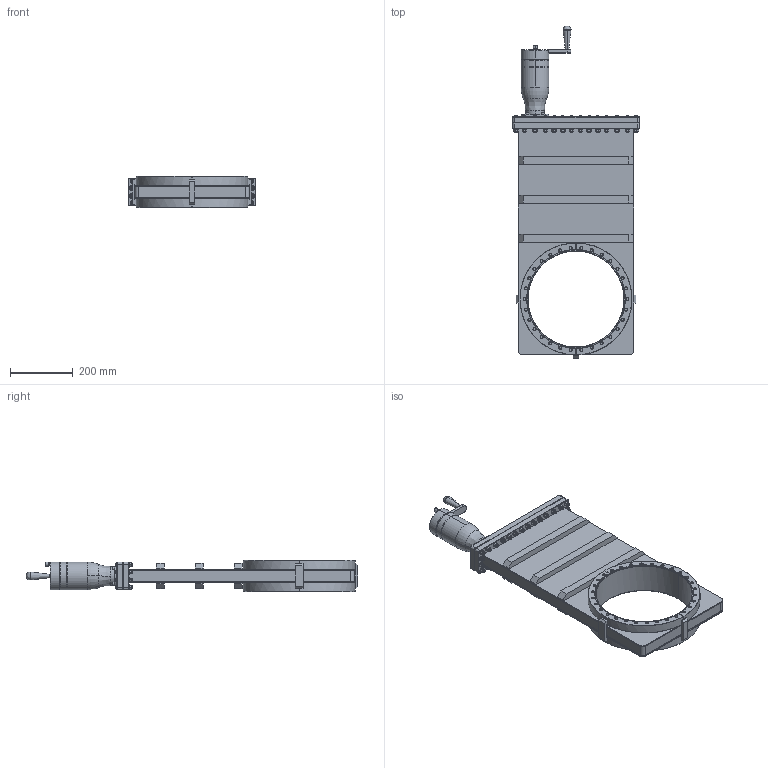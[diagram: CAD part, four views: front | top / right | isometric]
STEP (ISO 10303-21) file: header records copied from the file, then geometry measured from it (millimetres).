
FILE_DESCRIPTION (( 'STEP AP203' ), '1' );
FILE_NAME ('GVM-S13600 .STEP', '2022-12-08T15:47:07', ( '' ), ( '' ), 'SwSTEP 2.0', 'SolidWorks 2020', '' );
FILE_SCHEMA (( 'CONFIG_CONTROL_DESIGN' ));
Length unit declared in the file: inch
Products named in the file (1): GVM-S13600 
Bounding box: 403.23 x 1054.05 x 98.91 mm (x, y, z)
Surface area: 1010865.9 mm2 (no closed solid volume)
Topology: 0 solids, 64 shells, 2560 faces, 6330 edges, 4073 vertices
Faces by surface type: plane 1432, cone 627, cylinder 495, bspline 4, torus 2
Entity records: 117148 total; most frequent: CARTESIAN_POINT 61170, ORIENTED_EDGE 12412, DIRECTION 9513, EDGE_CURVE 6326, VERTEX_POINT 4073, AXIS2_PLACEMENT_3D 3173, VECTOR 3167, LINE 3167
